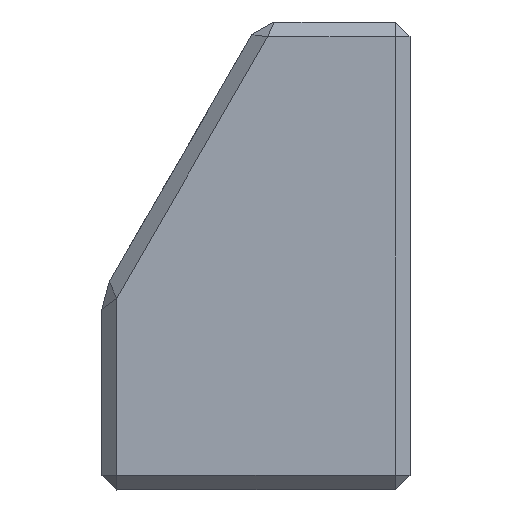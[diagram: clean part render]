
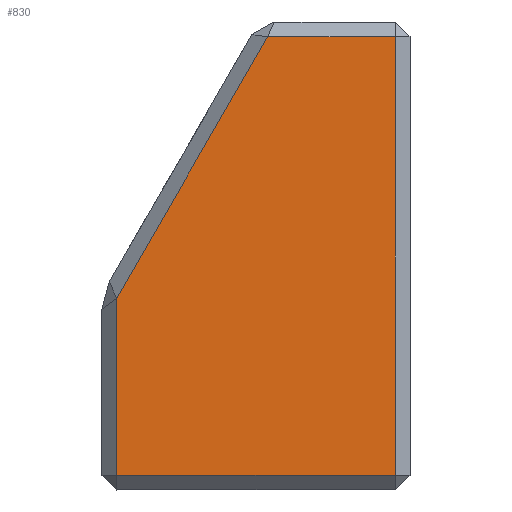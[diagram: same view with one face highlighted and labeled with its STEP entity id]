
A CAD part, left-side view. The second image highlights one B-rep face of the part: STEP entity #830.
In plain terms, the highlighted planar face has unit normal (-1, 0, 0).
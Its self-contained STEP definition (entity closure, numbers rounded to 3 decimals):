
#78=FACE_OUTER_BOUND('',#128,.T.);
#128=EDGE_LOOP('',(#687,#688,#689,#690,#691));
#194=LINE('',#1272,#292);
#203=LINE('',#1292,#301);
#217=LINE('',#1319,#315);
#219=LINE('',#1322,#317);
#236=LINE('',#1352,#334);
#292=VECTOR('',#1024,10.);
#301=VECTOR('',#1041,10.);
#315=VECTOR('',#1067,10.);
#317=VECTOR('',#1071,10.);
#334=VECTOR('',#1106,10.);
#379=VERTEX_POINT('',#1260);
#382=VERTEX_POINT('',#1267);
#388=VERTEX_POINT('',#1284);
#389=VERTEX_POINT('',#1288);
#396=VERTEX_POINT('',#1314);
#466=EDGE_CURVE('',#379,#382,#194,.T.);
#475=EDGE_CURVE('',#382,#389,#203,.T.);
#489=EDGE_CURVE('',#389,#396,#217,.T.);
#491=EDGE_CURVE('',#396,#388,#219,.T.);
#508=EDGE_CURVE('',#388,#379,#236,.T.);
#687=ORIENTED_EDGE('',*,*,#466,.F.);
#688=ORIENTED_EDGE('',*,*,#508,.F.);
#689=ORIENTED_EDGE('',*,*,#491,.F.);
#690=ORIENTED_EDGE('',*,*,#489,.F.);
#691=ORIENTED_EDGE('',*,*,#475,.F.);
#783=PLANE('',#905);
#830=ADVANCED_FACE('',(#78),#783,.T.);
#905=AXIS2_PLACEMENT_3D('',#1360,#1116,#1117);
#1024=DIRECTION('',(0.,1.,0.));
#1041=DIRECTION('',(0.,0.,1.));
#1067=DIRECTION('',(0.,-0.5,0.866));
#1071=DIRECTION('',(0.,-1.,0.));
#1106=DIRECTION('',(0.,0.,-1.));
#1116=DIRECTION('center_axis',(-1.,0.,0.));
#1117=DIRECTION('ref_axis',(0.,0.,1.));
#1260=CARTESIAN_POINT('',(97.158,83.761,42.814));
#1267=CARTESIAN_POINT('',(97.158,93.243,42.814));
#1272=CARTESIAN_POINT('',(97.158,91.122,42.814));
#1284=CARTESIAN_POINT('',(97.158,83.761,57.738));
#1288=CARTESIAN_POINT('',(97.158,93.243,48.838));
#1292=CARTESIAN_POINT('',(97.158,93.243,49.624));
#1314=CARTESIAN_POINT('',(97.158,88.104,57.738));
#1319=CARTESIAN_POINT('',(97.158,89.697,54.979));
#1322=CARTESIAN_POINT('',(97.158,85.881,57.738));
#1352=CARTESIAN_POINT('',(97.158,83.761,46.295));
#1360=CARTESIAN_POINT('Origin',(97.158,88.502,50.276));
